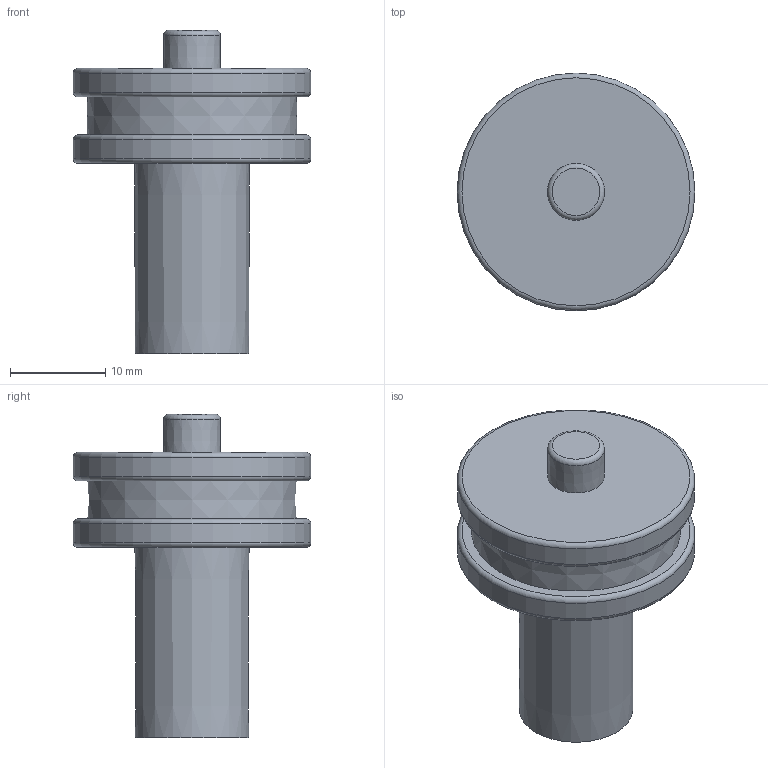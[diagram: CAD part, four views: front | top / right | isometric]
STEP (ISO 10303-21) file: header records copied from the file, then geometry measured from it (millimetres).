
FILE_DESCRIPTION(/* description */ (''),/* implementation_level */ '2;1');
FILE_NAME(/* name */ 'Pallet V1.0 v2.step',/* time_stamp */ '2023-11-16T16:01:41+01:00',/* author */ (''),/* organization */ (''),/* preprocessor_version */ 'ST-DEVELOPER v20',/* originating_system */ 'Autodesk Translation Framework v12.9.0.99',/* authorisation */ '');
FILE_SCHEMA (('AUTOMOTIVE_DESIGN { 1 0 10303 214 3 1 1 }'));
Length unit declared in the file: millimetre
Products named in the file (1): Pallet V1.0
Bounding box: 25.03 x 25.03 x 34.01 mm (x, y, z)
Volume: 6329.9 mm3; surface area: 2960.1 mm2
Topology: 1 solids, 1 shells, 18 faces, 35 edges, 18 vertices
Faces by surface type: cone 12, torus 5, plane 1
Entity records: 481 total; most frequent: DIRECTION 94, CARTESIAN_POINT 71, ORIENTED_EDGE 68, AXIS2_PLACEMENT_3D 41, EDGE_CURVE 34, CIRCLE 22, FACE_OUTER_BOUND 18, EDGE_LOOP 18
